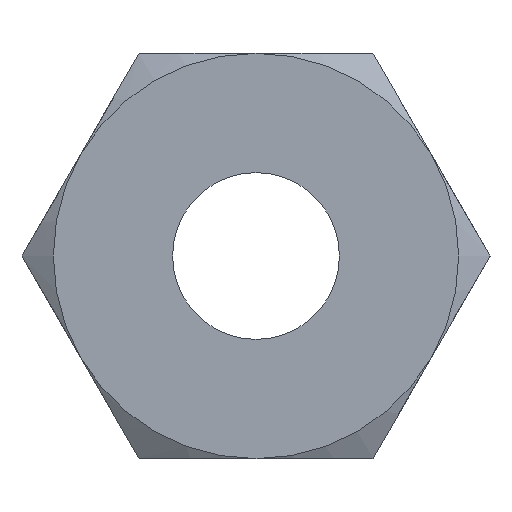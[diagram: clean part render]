
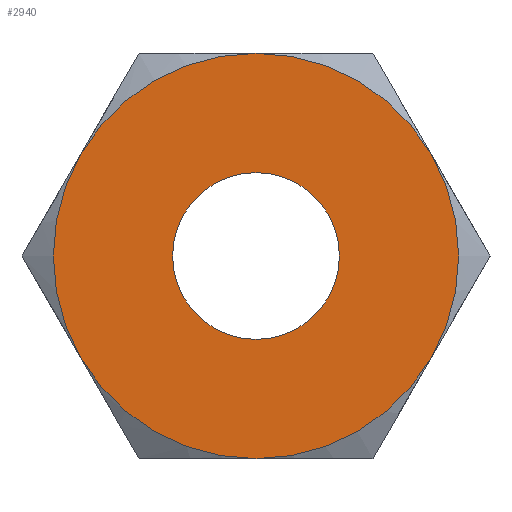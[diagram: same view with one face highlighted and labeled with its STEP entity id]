
A CAD part, left-side view. The second image highlights one B-rep face of the part: STEP entity #2940.
In plain terms, the highlighted planar face has unit normal (-1, 0, 0).
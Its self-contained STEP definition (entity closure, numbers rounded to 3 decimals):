
#142 = DIRECTION ( 'NONE',  ( 0., 0., -1. ) ) ;
#207 = PLANE ( 'NONE',  #1044 ) ;
#229 = DIRECTION ( 'NONE',  ( 0., 0., 1. ) ) ;
#265 = CIRCLE ( 'NONE', #2478, 17. ) ;
#271 = EDGE_CURVE ( 'NONE', #1944, #2583, #961, .T. ) ;
#297 = EDGE_LOOP ( 'NONE', ( #780, #585 ) ) ;
#338 = VERTEX_POINT ( 'NONE', #1343 ) ;
#361 = DIRECTION ( 'NONE',  ( 0., 0., 1. ) ) ;
#384 = DIRECTION ( 'NONE',  ( 1., 0., 0. ) ) ;
#421 = EDGE_CURVE ( 'NONE', #1842, #792, #917, .T. ) ;
#537 = DIRECTION ( 'NONE',  ( -1., 0., 0. ) ) ;
#585 = ORIENTED_EDGE ( 'NONE', *, *, #421, .F. ) ;
#617 = DIRECTION ( 'NONE',  ( 0., 0., 1. ) ) ;
#655 = CARTESIAN_POINT ( 'NONE',  ( 0., 0., 0. ) ) ;
#688 = CARTESIAN_POINT ( 'NONE',  ( 0., 14.722, -8.5 ) ) ;
#703 = CIRCLE ( 'NONE', #1229, 17. ) ;
#756 = CIRCLE ( 'NONE', #2151, 7. ) ;
#762 = CARTESIAN_POINT ( 'NONE',  ( 0., 0., -7. ) ) ;
#780 = ORIENTED_EDGE ( 'NONE', *, *, #2689, .F. ) ;
#792 = VERTEX_POINT ( 'NONE', #2368 ) ;
#815 = CARTESIAN_POINT ( 'NONE',  ( 0., 0., 0. ) ) ;
#917 = CIRCLE ( 'NONE', #1210, 7. ) ;
#938 = AXIS2_PLACEMENT_3D ( 'NONE', #2159, #384, #2854 ) ;
#955 = EDGE_LOOP ( 'NONE', ( #1847, #1636, #2352, #1290, #2649, #1406 ) ) ;
#958 = CARTESIAN_POINT ( 'NONE',  ( 0., 14.722, 8.5 ) ) ;
#961 = CIRCLE ( 'NONE', #1014, 17. ) ;
#1014 = AXIS2_PLACEMENT_3D ( 'NONE', #2675, #2706, #617 ) ;
#1030 = CARTESIAN_POINT ( 'NONE',  ( 0., -14.722, 8.5 ) ) ;
#1044 = AXIS2_PLACEMENT_3D ( 'NONE', #1985, #1800, #2482 ) ;
#1066 = FACE_OUTER_BOUND ( 'NONE', #955, .T. ) ;
#1069 = DIRECTION ( 'NONE',  ( 0., 0., -1. ) ) ;
#1210 = AXIS2_PLACEMENT_3D ( 'NONE', #2095, #2289, #229 ) ;
#1223 = DIRECTION ( 'NONE',  ( 1., 0., 0. ) ) ;
#1227 = AXIS2_PLACEMENT_3D ( 'NONE', #815, #2446, #142 ) ;
#1229 = AXIS2_PLACEMENT_3D ( 'NONE', #2318, #1223, #2142 ) ;
#1290 = ORIENTED_EDGE ( 'NONE', *, *, #2394, .F. ) ;
#1299 = EDGE_CURVE ( 'NONE', #338, #2064, #1454, .T. ) ;
#1343 = CARTESIAN_POINT ( 'NONE',  ( 0., 0., -17. ) ) ;
#1406 = ORIENTED_EDGE ( 'NONE', *, *, #2322, .F. ) ;
#1454 = CIRCLE ( 'NONE', #2222, 17. ) ;
#1518 = CIRCLE ( 'NONE', #938, 17. ) ;
#1534 = FACE_BOUND ( 'NONE', #297, .T. ) ;
#1570 = VERTEX_POINT ( 'NONE', #1030 ) ;
#1636 = ORIENTED_EDGE ( 'NONE', *, *, #2179, .F. ) ;
#1779 = DIRECTION ( 'NONE',  ( 0., 0., -1. ) ) ;
#1800 = DIRECTION ( 'NONE',  ( 1., 0., 0. ) ) ;
#1842 = VERTEX_POINT ( 'NONE', #762 ) ;
#1847 = ORIENTED_EDGE ( 'NONE', *, *, #1299, .F. ) ;
#1944 = VERTEX_POINT ( 'NONE', #2161 ) ;
#1985 = CARTESIAN_POINT ( 'NONE',  ( 0., 19.63, 0. ) ) ;
#1999 = EDGE_CURVE ( 'NONE', #1570, #2607, #2041, .T. ) ;
#2041 = CIRCLE ( 'NONE', #1227, 17. ) ;
#2064 = VERTEX_POINT ( 'NONE', #688 ) ;
#2094 = CARTESIAN_POINT ( 'NONE',  ( 0., -14.722, -8.5 ) ) ;
#2095 = CARTESIAN_POINT ( 'NONE',  ( 0., 0., 0. ) ) ;
#2142 = DIRECTION ( 'NONE',  ( 0., 0., -1. ) ) ;
#2151 = AXIS2_PLACEMENT_3D ( 'NONE', #2822, #537, #361 ) ;
#2159 = CARTESIAN_POINT ( 'NONE',  ( 0., 0., 0. ) ) ;
#2161 = CARTESIAN_POINT ( 'NONE',  ( 0., 0., 17. ) ) ;
#2179 = EDGE_CURVE ( 'NONE', #2607, #338, #265, .T. ) ;
#2211 = DIRECTION ( 'NONE',  ( 1., 0., 0. ) ) ;
#2222 = AXIS2_PLACEMENT_3D ( 'NONE', #655, #2211, #1069 ) ;
#2289 = DIRECTION ( 'NONE',  ( -1., 0., 0. ) ) ;
#2318 = CARTESIAN_POINT ( 'NONE',  ( 0., 0., 0. ) ) ;
#2322 = EDGE_CURVE ( 'NONE', #2064, #2583, #703, .T. ) ;
#2352 = ORIENTED_EDGE ( 'NONE', *, *, #1999, .F. ) ;
#2368 = CARTESIAN_POINT ( 'NONE',  ( 0., 0., 7. ) ) ;
#2394 = EDGE_CURVE ( 'NONE', #1944, #1570, #1518, .T. ) ;
#2446 = DIRECTION ( 'NONE',  ( 1., 0., 0. ) ) ;
#2478 = AXIS2_PLACEMENT_3D ( 'NONE', #2948, #2748, #1779 ) ;
#2482 = DIRECTION ( 'NONE',  ( 0., 1., 0. ) ) ;
#2583 = VERTEX_POINT ( 'NONE', #958 ) ;
#2607 = VERTEX_POINT ( 'NONE', #2094 ) ;
#2649 = ORIENTED_EDGE ( 'NONE', *, *, #271, .T. ) ;
#2675 = CARTESIAN_POINT ( 'NONE',  ( 0., 0., 0. ) ) ;
#2689 = EDGE_CURVE ( 'NONE', #792, #1842, #756, .T. ) ;
#2706 = DIRECTION ( 'NONE',  ( -1., 0., 0. ) ) ;
#2748 = DIRECTION ( 'NONE',  ( 1., 0., 0. ) ) ;
#2822 = CARTESIAN_POINT ( 'NONE',  ( 0., 0., 0. ) ) ;
#2854 = DIRECTION ( 'NONE',  ( 0., 0., -1. ) ) ;
#2940 = ADVANCED_FACE ( 'NONE', ( #1534, #1066 ), #207, .F. ) ;
#2948 = CARTESIAN_POINT ( 'NONE',  ( 0., 0., 0. ) ) ;
